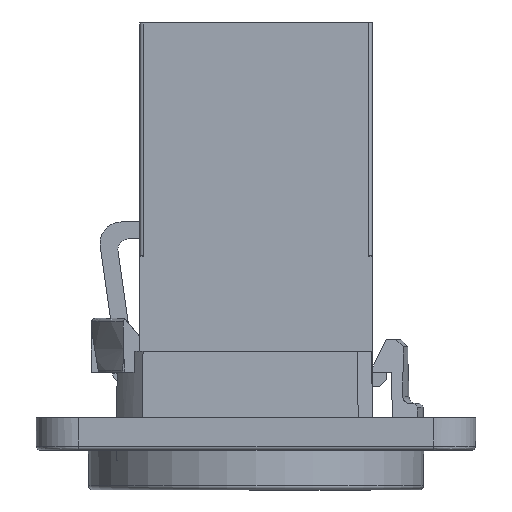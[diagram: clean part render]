
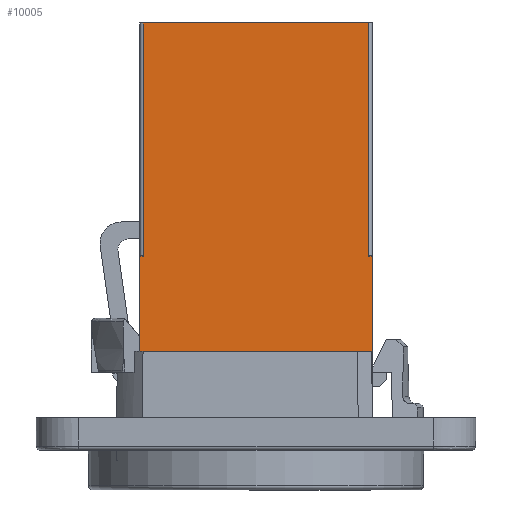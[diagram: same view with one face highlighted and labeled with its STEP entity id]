
A CAD part, left-side view. The second image highlights one B-rep face of the part: STEP entity #10005.
In plain terms, the highlighted planar face has unit normal (-1, 0, 0).
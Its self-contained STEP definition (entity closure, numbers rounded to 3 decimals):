
#214=(
BOUNDED_CURVE()
B_SPLINE_CURVE(2,(#14064,#14065,#14066),.UNSPECIFIED.,.F.,.F.)
B_SPLINE_CURVE_WITH_KNOTS((3,3),(0.47,0.941),
 .UNSPECIFIED.)
CURVE()
GEOMETRIC_REPRESENTATION_ITEM()
RATIONAL_B_SPLINE_CURVE((0.897,0.897,1.))
REPRESENTATION_ITEM('')
);
#470=FACE_OUTER_BOUND('',#980,.T.);
#980=EDGE_LOOP('',(#6873,#6874,#6875,#6876,#6877,#6878,#6879,#6880,#6881,
#6882));
#1567=LINE('',#13472,#2725);
#1571=LINE('',#13486,#2729);
#1605=LINE('',#13558,#2763);
#1838=LINE('',#14040,#2996);
#1841=LINE('',#14045,#2999);
#1846=LINE('',#14058,#3004);
#1847=LINE('',#14059,#3005);
#1848=LINE('',#14061,#3006);
#1849=LINE('',#14063,#3007);
#2725=VECTOR('',#11140,16.5);
#2729=VECTOR('',#11152,15.9);
#2763=VECTOR('',#11198,16.5);
#2996=VECTOR('',#11627,0.25);
#2999=VECTOR('',#11632,0.25);
#3004=VECTOR('',#11641,16.2);
#3005=VECTOR('',#11642,11.4);
#3006=VECTOR('',#11643,6.7);
#3007=VECTOR('',#11644,0.038);
#3878=VERTEX_POINT('',#13466);
#3880=VERTEX_POINT('',#13470);
#3886=VERTEX_POINT('',#13484);
#3918=VERTEX_POINT('',#13556);
#4069=VERTEX_POINT('',#14039);
#4070=VERTEX_POINT('',#14043);
#4075=VERTEX_POINT('',#14056);
#4076=VERTEX_POINT('',#14057);
#4077=VERTEX_POINT('',#14060);
#4078=VERTEX_POINT('',#14062);
#4840=EDGE_CURVE('',#3880,#3878,#1567,.T.);
#4847=EDGE_CURVE('',#3886,#3880,#1571,.T.);
#4884=EDGE_CURVE('',#3918,#3886,#1605,.T.);
#5125=EDGE_CURVE('',#4069,#3878,#1838,.T.);
#5128=EDGE_CURVE('',#3918,#4070,#1841,.T.);
#5133=EDGE_CURVE('',#4075,#4076,#1846,.T.);
#5134=EDGE_CURVE('',#4076,#4069,#1847,.T.);
#5135=EDGE_CURVE('',#4077,#4070,#1848,.T.);
#5136=EDGE_CURVE('',#4078,#4077,#1849,.T.);
#5137=EDGE_CURVE('',#4075,#4078,#214,.T.);
#6873=ORIENTED_EDGE('',*,*,#5133,.T.);
#6874=ORIENTED_EDGE('',*,*,#5134,.T.);
#6875=ORIENTED_EDGE('',*,*,#5125,.T.);
#6876=ORIENTED_EDGE('',*,*,#4840,.F.);
#6877=ORIENTED_EDGE('',*,*,#4847,.F.);
#6878=ORIENTED_EDGE('',*,*,#4884,.F.);
#6879=ORIENTED_EDGE('',*,*,#5128,.T.);
#6880=ORIENTED_EDGE('',*,*,#5135,.F.);
#6881=ORIENTED_EDGE('',*,*,#5136,.F.);
#6882=ORIENTED_EDGE('',*,*,#5137,.F.);
#9119=PLANE('',#10555);
#10005=ADVANCED_FACE('',(#470),#9119,.T.);
#10555=AXIS2_PLACEMENT_3D('',#14055,#11639,#11640);
#11140=DIRECTION('',(0.,0.,-1.));
#11152=DIRECTION('',(0.,-1.,0.));
#11198=DIRECTION('',(0.,0.,1.));
#11627=DIRECTION('',(0.,1.,0.));
#11632=DIRECTION('',(0.,1.,0.));
#11639=DIRECTION('center_axis',(-1.,0.,0.));
#11640=DIRECTION('ref_axis',(0.,-1.,0.));
#11641=DIRECTION('',(0.,-1.,0.));
#11642=DIRECTION('',(0.,0.,1.));
#11643=DIRECTION('',(0.,0.,1.));
#11644=DIRECTION('',(0.,1.,0.));
#13466=CARTESIAN_POINT('',(-17.307,-4.722,-7.626));
#13470=CARTESIAN_POINT('',(-17.307,-4.722,8.874));
#13472=CARTESIAN_POINT('',(-17.307,-4.722,8.874));
#13484=CARTESIAN_POINT('',(-17.307,11.178,8.874));
#13486=CARTESIAN_POINT('',(-17.307,2.938,8.874));
#13556=CARTESIAN_POINT('',(-17.307,11.178,-7.626));
#13558=CARTESIAN_POINT('',(-17.307,11.178,8.874));
#14039=CARTESIAN_POINT('',(-17.307,-4.972,-7.626));
#14040=CARTESIAN_POINT('',(-17.307,13.328,-7.626));
#14043=CARTESIAN_POINT('',(-17.307,11.428,-7.626));
#14045=CARTESIAN_POINT('',(-17.307,13.328,-7.626));
#14055=CARTESIAN_POINT('Origin',(-17.307,11.428,-24.126));
#14056=CARTESIAN_POINT('',(-17.307,11.228,-19.026));
#14057=CARTESIAN_POINT('',(-17.307,-4.972,-19.026));
#14058=CARTESIAN_POINT('',(-17.307,-0.872,-19.026));
#14059=CARTESIAN_POINT('',(-17.307,-4.972,-9.521));
#14060=CARTESIAN_POINT('',(-17.307,11.428,-14.326));
#14061=CARTESIAN_POINT('',(-17.307,11.428,-19.941));
#14062=CARTESIAN_POINT('',(-17.307,11.39,-14.326));
#14063=CARTESIAN_POINT('',(-17.307,7.941,-14.326));
#14064=CARTESIAN_POINT('Ctrl Pts',(-17.307,11.228,-19.026));
#14065=CARTESIAN_POINT('Ctrl Pts',(-17.307,11.296,-19.026));
#14066=CARTESIAN_POINT('Ctrl Pts',(-17.307,11.39,-14.326));
